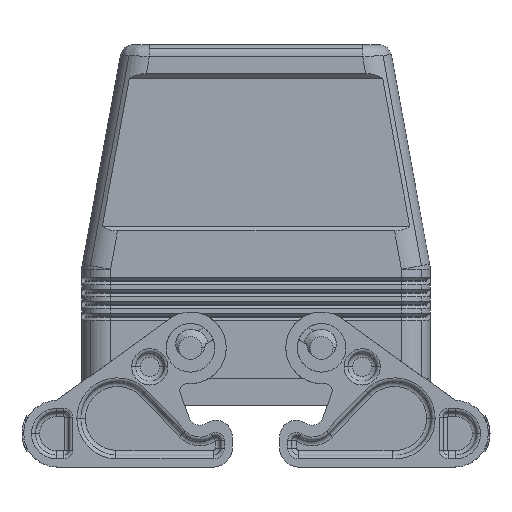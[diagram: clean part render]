
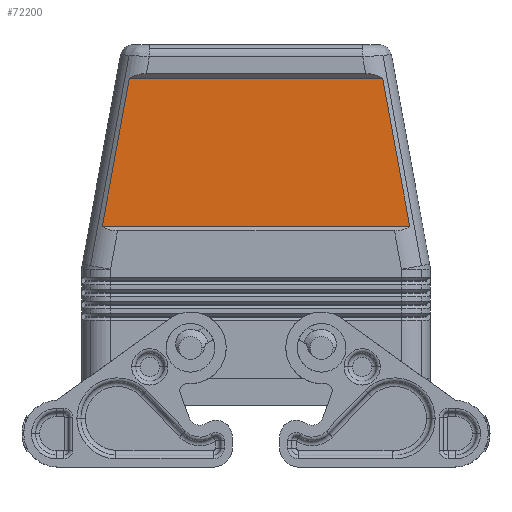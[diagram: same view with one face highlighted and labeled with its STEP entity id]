
A CAD part, front view. The second image highlights one B-rep face of the part: STEP entity #72200.
In plain terms, the highlighted planar face has unit normal (0, -1, 0).
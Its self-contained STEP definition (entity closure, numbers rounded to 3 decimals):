
#70650=CARTESIAN_POINT('',(-26.552,-20.5,68.));
#70660=VERTEX_POINT('',#70650);
#70690=CARTESIAN_POINT('',(-32.218,-20.5,37.));
#70700=DIRECTION('',(0.18,0.,0.984));
#70710=VECTOR('',#70700,31.514);
#70720=LINE('',#70690,#70710);
#70730=CARTESIAN_POINT('',(-32.218,-20.5,37.));
#70740=VERTEX_POINT('',#70730);
#70750=EDGE_CURVE('',#70740,#70660,#70720,.T.);
#71720=CARTESIAN_POINT('',(-32.218,-20.5,37.));
#71730=DIRECTION('',(1.,0.,0.));
#71740=VECTOR('',#71730,64.437);
#71750=LINE('',#71720,#71740);
#71760=CARTESIAN_POINT('',(32.218,-20.5,37.));
#71770=VERTEX_POINT('',#71760);
#71780=EDGE_CURVE('',#70740,#71770,#71750,.T.);
#71970=CARTESIAN_POINT('',(0.,-20.5,68.));
#71980=DIRECTION('',(0.,1.,0.));
#71990=DIRECTION('',(0.,0.,1.));
#72000=AXIS2_PLACEMENT_3D('',#71970,#71980,#71990);
#72010=PLANE('',#72000);
#72020=ORIENTED_EDGE('',*,*,#71780,.T.);
#72030=ORIENTED_EDGE('',*,*,#70750,.F.);
#72040=CARTESIAN_POINT('',(-26.552,-20.5,68.));
#72050=DIRECTION('',(1.,0.,0.));
#72060=VECTOR('',#72050,53.103);
#72070=LINE('',#72040,#72060);
#72080=CARTESIAN_POINT('',(26.552,-20.5,68.));
#72090=VERTEX_POINT('',#72080);
#72100=EDGE_CURVE('',#70660,#72090,#72070,.T.);
#72110=ORIENTED_EDGE('',*,*,#72100,.F.);
#72120=CARTESIAN_POINT('',(26.552,-20.5,68.));
#72130=DIRECTION('',(0.18,0.,-0.984));
#72140=VECTOR('',#72130,31.514);
#72150=LINE('',#72120,#72140);
#72160=EDGE_CURVE('',#72090,#71770,#72150,.T.);
#72170=ORIENTED_EDGE('',*,*,#72160,.F.);
#72180=EDGE_LOOP('',(#72170,#72110,#72030,#72020));
#72190=FACE_OUTER_BOUND('',#72180,.T.);
#72200=ADVANCED_FACE('',(#72190),#72010,.F.);
